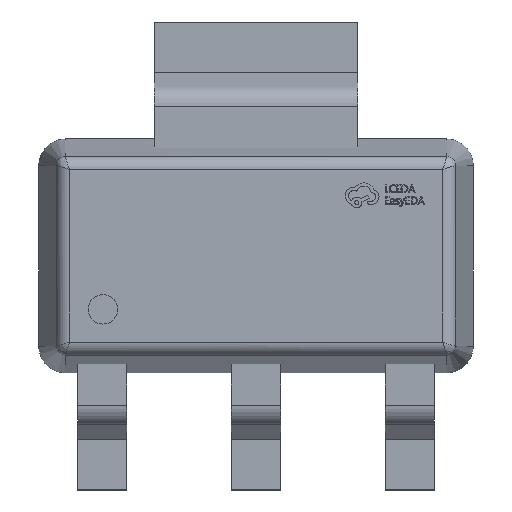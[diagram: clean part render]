
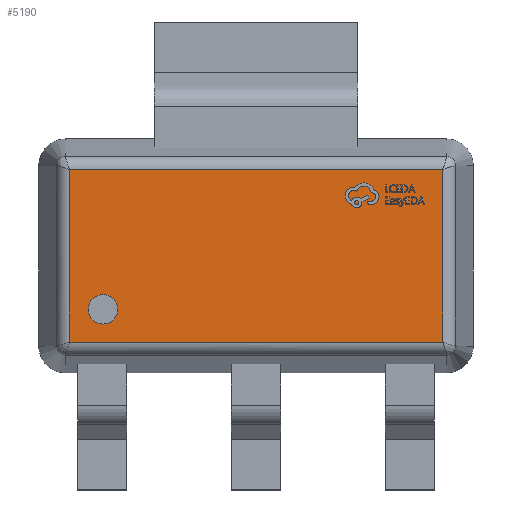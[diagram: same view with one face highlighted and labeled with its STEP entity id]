
A CAD part, top view. The second image highlights one B-rep face of the part: STEP entity #5190.
In plain terms, the highlighted planar face has unit normal (0, 0, 1).
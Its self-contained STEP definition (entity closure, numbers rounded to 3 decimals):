
#127 = VECTOR ( 'NONE', #10540, 1000. ) ;
#399 = LINE ( 'NONE', #18513, #19238 ) ;
#1061 = FACE_OUTER_BOUND ( 'NONE', #14517, .T. ) ;
#1516 = CARTESIAN_POINT ( 'NONE',  ( -2.509, -0.8, 1.3 ) ) ;
#1557 = CARTESIAN_POINT ( 'NONE',  ( -2.069, -0.8, 1.3 ) ) ;
#1965 = CARTESIAN_POINT ( 'NONE',  ( -2.791, -1.35, 1.3 ) ) ;
#2356 = EDGE_CURVE ( 'NONE', #9326, #3741, #18402, .T. ) ;
#2437 = DIRECTION ( 'NONE',  ( 0., 1., 0. ) ) ;
#2783 = CIRCLE ( 'NONE', #5312, 0.22 ) ;
#3154 = VERTEX_POINT ( 'NONE', #1557 ) ;
#3246 = DIRECTION ( 'NONE',  ( 1., 0., 0. ) ) ;
#3741 = VERTEX_POINT ( 'NONE', #11905 ) ;
#4494 = DIRECTION ( 'NONE',  ( 1., 0., 0. ) ) ;
#5002 = VERTEX_POINT ( 'NONE', #18493 ) ;
#5190 = ADVANCED_FACE ( 'NONE', ( #7092, #1061 ), #12952, .T. ) ;
#5312 = AXIS2_PLACEMENT_3D ( 'NONE', #10885, #16824, #3246 ) ;
#5695 = LINE ( 'NONE', #13332, #127 ) ;
#5874 = DIRECTION ( 'NONE',  ( 0., 0., 1. ) ) ;
#6321 = EDGE_CURVE ( 'NONE', #3154, #16653, #13960, .T. ) ;
#6696 = CARTESIAN_POINT ( 'NONE',  ( 2.85, -1.35, 1.3 ) ) ;
#7092 = FACE_BOUND ( 'NONE', #12910, .T. ) ;
#7990 = DIRECTION ( 'NONE',  ( 0., -1., 0. ) ) ;
#8433 = EDGE_CURVE ( 'NONE', #16653, #3154, #2783, .T. ) ;
#8494 = EDGE_CURVE ( 'NONE', #14306, #5002, #399, .T. ) ;
#9326 = VERTEX_POINT ( 'NONE', #11696 ) ;
#10540 = DIRECTION ( 'NONE',  ( -1., 0., 0. ) ) ;
#10800 = CARTESIAN_POINT ( 'NONE',  ( 2.791, -1.291, 1.3 ) ) ;
#10885 = CARTESIAN_POINT ( 'NONE',  ( -2.289, -0.8, 1.3 ) ) ;
#11415 = LINE ( 'NONE', #15747, #16203 ) ;
#11673 = DIRECTION ( 'NONE',  ( 1., 0., 0. ) ) ;
#11696 = CARTESIAN_POINT ( 'NONE',  ( -2.791, 1.291, 1.3 ) ) ;
#11905 = CARTESIAN_POINT ( 'NONE',  ( -2.791, -1.291, 1.3 ) ) ;
#12910 = EDGE_LOOP ( 'NONE', ( #17569, #16915 ) ) ;
#12952 = PLANE ( 'NONE',  #14864 ) ;
#13332 = CARTESIAN_POINT ( 'NONE',  ( -2.85, 1.291, 1.3 ) ) ;
#13960 = CIRCLE ( 'NONE', #19019, 0.22 ) ;
#14306 = VERTEX_POINT ( 'NONE', #10800 ) ;
#14517 = EDGE_LOOP ( 'NONE', ( #15355, #14935, #18840, #18501 ) ) ;
#14864 = AXIS2_PLACEMENT_3D ( 'NONE', #6696, #19168, #11673 ) ;
#14935 = ORIENTED_EDGE ( 'NONE', *, *, #17021, .T. ) ;
#15099 = CARTESIAN_POINT ( 'NONE',  ( -2.289, -0.8, 1.3 ) ) ;
#15355 = ORIENTED_EDGE ( 'NONE', *, *, #2356, .T. ) ;
#15747 = CARTESIAN_POINT ( 'NONE',  ( 2.85, -1.291, 1.3 ) ) ;
#16171 = EDGE_CURVE ( 'NONE', #5002, #9326, #5695, .T. ) ;
#16203 = VECTOR ( 'NONE', #17449, 1000. ) ;
#16378 = VECTOR ( 'NONE', #7990, 1000. ) ;
#16653 = VERTEX_POINT ( 'NONE', #1516 ) ;
#16824 = DIRECTION ( 'NONE',  ( 0., 0., 1. ) ) ;
#16915 = ORIENTED_EDGE ( 'NONE', *, *, #8433, .F. ) ;
#17021 = EDGE_CURVE ( 'NONE', #3741, #14306, #11415, .T. ) ;
#17449 = DIRECTION ( 'NONE',  ( 1., 0., 0. ) ) ;
#17569 = ORIENTED_EDGE ( 'NONE', *, *, #6321, .F. ) ;
#18402 = LINE ( 'NONE', #1965, #16378 ) ;
#18493 = CARTESIAN_POINT ( 'NONE',  ( 2.791, 1.291, 1.3 ) ) ;
#18501 = ORIENTED_EDGE ( 'NONE', *, *, #16171, .T. ) ;
#18513 = CARTESIAN_POINT ( 'NONE',  ( 2.791, 1.35, 1.3 ) ) ;
#18840 = ORIENTED_EDGE ( 'NONE', *, *, #8494, .T. ) ;
#19019 = AXIS2_PLACEMENT_3D ( 'NONE', #15099, #5874, #4494 ) ;
#19168 = DIRECTION ( 'NONE',  ( 0., 0., 1. ) ) ;
#19238 = VECTOR ( 'NONE', #2437, 1000. ) ;
